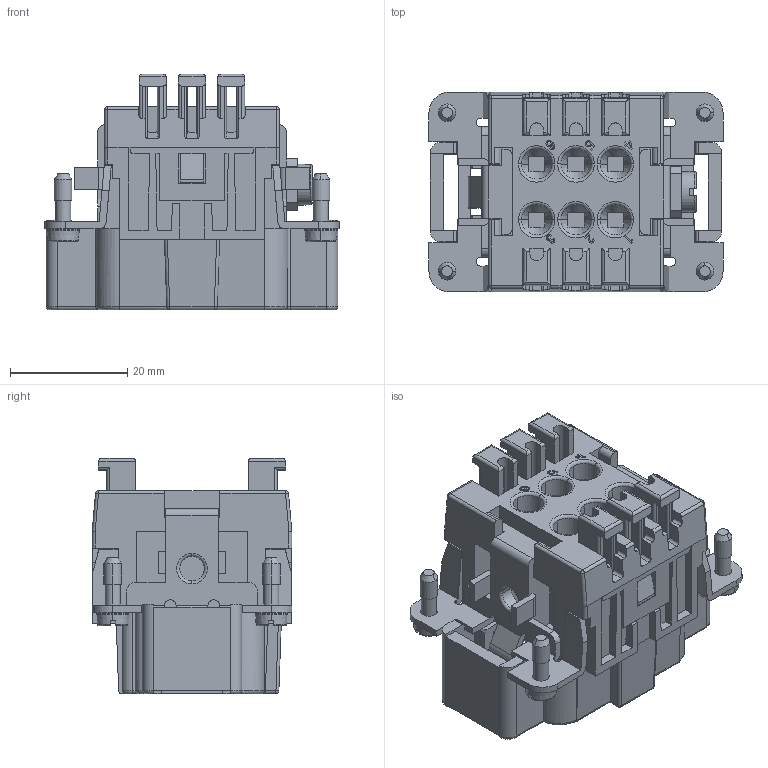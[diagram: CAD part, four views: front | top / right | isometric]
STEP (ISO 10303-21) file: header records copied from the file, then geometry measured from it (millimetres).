
FILE_DESCRIPTION(('Creo Elements/Direct Modeling STEP Export'),'2;1');
FILE_NAME('0ln7tug4qv74ppi5056','2019-05-30T14:19:14',(''),(''),'Creo Elements/Direct Modeling STEP processor for AP214 (Solid Model)','Creo Elements/Direct Modeling 20.1B 02-Apr-2019 (C) Parametric Technology GmbH','');
FILE_SCHEMA(('AUTOMOTIVE_DESIGN { 1 0 10303 214 1 1 1 1 }'));
Length unit declared in the file: millimetre
Products named in the file (2): JSHM_06_S
Assembly tree (1 placements, depth 2):
  JSHM_06_S
    JSHM_06_S
Bounding box: 50.1 x 34 x 40.1 mm (x, y, z)
Volume: 24256.4 mm3; surface area: 18260.7 mm2
Topology: 1 solids, 1 shells, 1179 faces, 3782 edges, 2628 vertices
Faces by surface type: plane 733, cylinder 313, cone 66, torus 57, sphere 10
Entity records: 51469 total; most frequent: CARTESIAN_POINT 8550, ORIENTED_EDGE 7544, DIRECTION 6407, EDGE_CURVE 3772, VECTOR 2793, LINE 2793, VERTEX_POINT 2628, AXIS2_PLACEMENT_3D 1807
